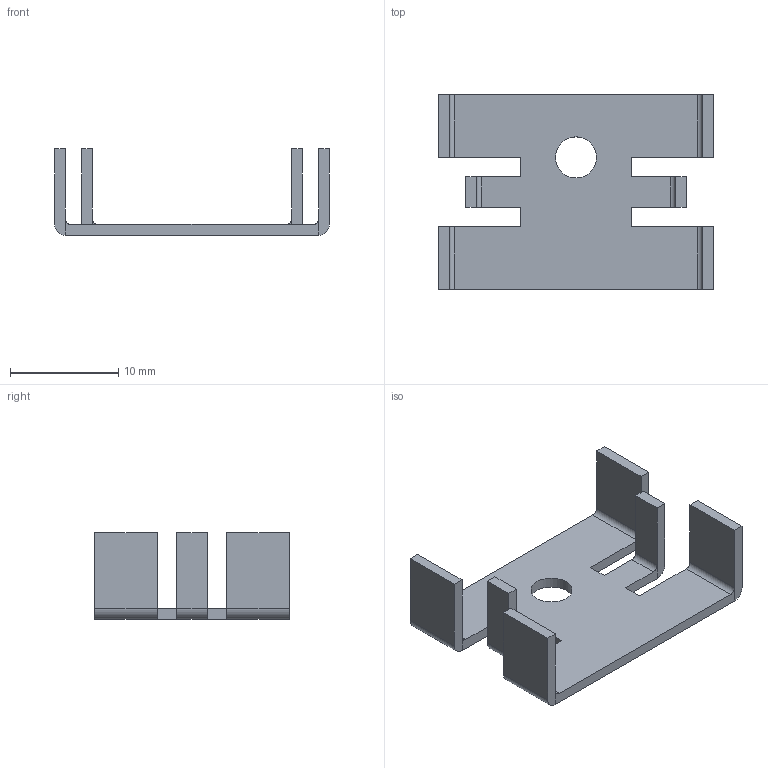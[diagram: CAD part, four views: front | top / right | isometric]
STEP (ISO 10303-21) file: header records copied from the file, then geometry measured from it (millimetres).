
FILE_DESCRIPTION(('FreeCAD Model'),'2;1');
FILE_NAME('FK209.stp', '2014-10-20T21:34:30',('FreeCAD'),('FreeCAD'), 'Open CASCADE STEP processor 6.6','FreeCAD','Unknown');
FILE_SCHEMA(('AUTOMOTIVE_DESIGN_CC2 { 1 2 10303 214 -1 1 5 4 }'));
Length unit declared in the file: millimetre
Products named in the file (1): Fillet001
Bounding box: 25.4 x 18 x 8 mm (x, y, z)
Volume: 574.1 mm3; surface area: 1370.6 mm2
Topology: 1 solids, 1 shells, 65 faces, 177 edges, 114 vertices
Faces by surface type: plane 52, cylinder 13
Full cylindrical faces by diameter (mm): 3.8 x1
Entity records: 4362 total; most frequent: CARTESIAN_POINT 804, DIRECTION 656, LINE 458, VECTOR 458, ORIENTED_EDGE 354, PCURVE 354, DEFINITIONAL_REPRESENTATION 354, EDGE_CURVE 177
